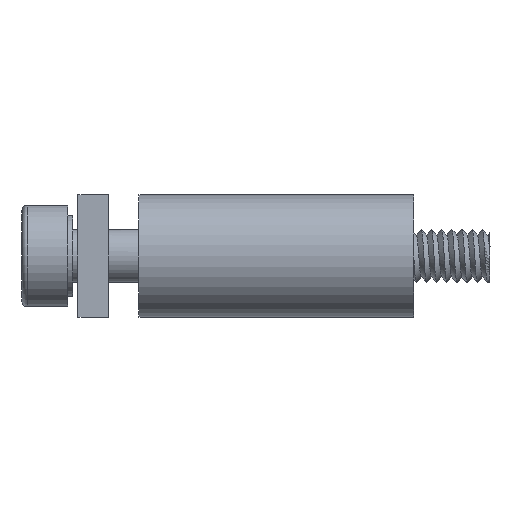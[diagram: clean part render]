
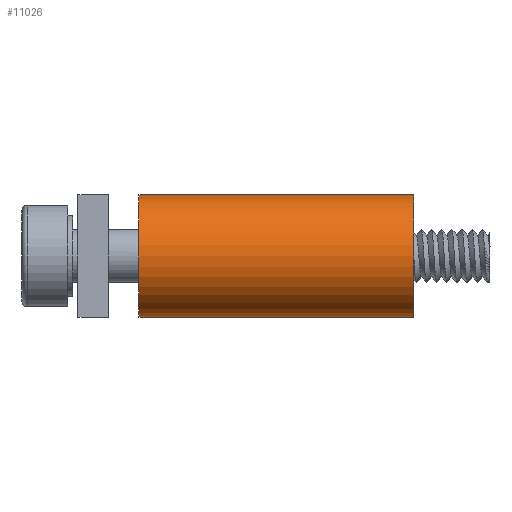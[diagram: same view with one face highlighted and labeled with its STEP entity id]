
A CAD part, left-side view. The second image highlights one B-rep face of the part: STEP entity #11026.
In plain terms, the highlighted cylindrical face has radius 3 mm (diameter 6 mm), a partial arc.
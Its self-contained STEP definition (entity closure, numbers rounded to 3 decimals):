
#94 = CARTESIAN_POINT ( 'NONE',  ( 0., -18.75, 0. ) ) ;
#442 = CIRCLE ( 'NONE', #29220, 3. ) ;
#1529 = DIRECTION ( 'NONE',  ( 0., -1., 0. ) ) ;
#1756 = VERTEX_POINT ( 'NONE', #30945 ) ;
#2339 = DIRECTION ( 'NONE',  ( 0., 1., 0. ) ) ;
#3479 = CARTESIAN_POINT ( 'NONE',  ( 0., -5.25, 0. ) ) ;
#3546 = CARTESIAN_POINT ( 'NONE',  ( 0., -18.75, -3. ) ) ;
#3900 = EDGE_LOOP ( 'NONE', ( #28981, #6626, #21901, #17935 ) ) ;
#4749 = DIRECTION ( 'NONE',  ( 0., 1., 0. ) ) ;
#5996 = DIRECTION ( 'NONE',  ( 0., 0., -1. ) ) ;
#6626 = ORIENTED_EDGE ( 'NONE', *, *, #12814, .F. ) ;
#6699 = EDGE_CURVE ( 'NONE', #1756, #16418, #442, .T. ) ;
#7449 = AXIS2_PLACEMENT_3D ( 'NONE', #94, #15132, #27716 ) ;
#9670 = CARTESIAN_POINT ( 'NONE',  ( 0., -18.75, 3. ) ) ;
#9671 = CARTESIAN_POINT ( 'NONE',  ( 0., -18.75, 3. ) ) ;
#10620 = VECTOR ( 'NONE', #2339, 1000. ) ;
#11026 = ADVANCED_FACE ( 'NONE', ( #29565 ), #13935, .T. ) ;
#12814 = EDGE_CURVE ( 'NONE', #13125, #22627, #17361, .T. ) ;
#13125 = VERTEX_POINT ( 'NONE', #9670 ) ;
#13261 = EDGE_CURVE ( 'NONE', #22627, #16418, #23993, .T. ) ;
#13935 = CYLINDRICAL_SURFACE ( 'NONE', #7449, 3. ) ;
#15132 = DIRECTION ( 'NONE',  ( 0., 1., 0. ) ) ;
#16418 = VERTEX_POINT ( 'NONE', #16757 ) ;
#16554 = CARTESIAN_POINT ( 'NONE',  ( 0., -18.75, 0. ) ) ;
#16757 = CARTESIAN_POINT ( 'NONE',  ( 0., -5.25, -3. ) ) ;
#17361 = CIRCLE ( 'NONE', #17816, 3. ) ;
#17816 = AXIS2_PLACEMENT_3D ( 'NONE', #16554, #1529, #19055 ) ;
#17935 = ORIENTED_EDGE ( 'NONE', *, *, #6699, .T. ) ;
#18386 = LINE ( 'NONE', #9671, #24266 ) ;
#19055 = DIRECTION ( 'NONE',  ( 0., 0., -1. ) ) ;
#19880 = CARTESIAN_POINT ( 'NONE',  ( 0., -18.75, -3. ) ) ;
#21044 = DIRECTION ( 'NONE',  ( 0., -1., 0. ) ) ;
#21901 = ORIENTED_EDGE ( 'NONE', *, *, #27918, .T. ) ;
#22627 = VERTEX_POINT ( 'NONE', #3546 ) ;
#23993 = LINE ( 'NONE', #19880, #10620 ) ;
#24266 = VECTOR ( 'NONE', #4749, 1000. ) ;
#27716 = DIRECTION ( 'NONE',  ( 0., 0., 1. ) ) ;
#27918 = EDGE_CURVE ( 'NONE', #13125, #1756, #18386, .T. ) ;
#28981 = ORIENTED_EDGE ( 'NONE', *, *, #13261, .F. ) ;
#29220 = AXIS2_PLACEMENT_3D ( 'NONE', #3479, #21044, #5996 ) ;
#29565 = FACE_OUTER_BOUND ( 'NONE', #3900, .T. ) ;
#30945 = CARTESIAN_POINT ( 'NONE',  ( 0., -5.25, 3. ) ) ;
